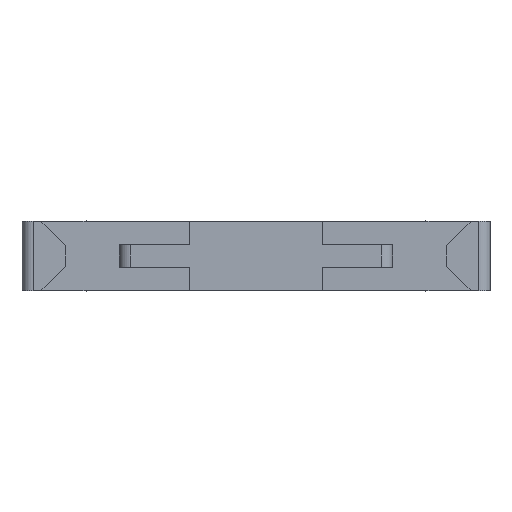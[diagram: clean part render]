
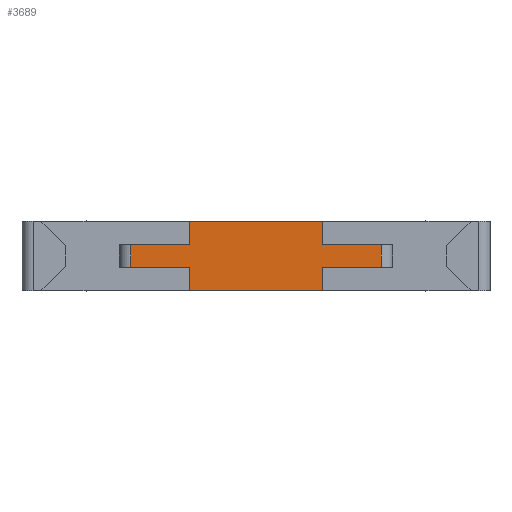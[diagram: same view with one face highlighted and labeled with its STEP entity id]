
A CAD part, front view. The second image highlights one B-rep face of the part: STEP entity #3689.
In plain terms, the highlighted planar face has unit normal (0, -1, 0).
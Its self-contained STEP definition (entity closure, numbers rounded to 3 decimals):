
#642=DIRECTION('',(1.,0.,0.));
#643=VECTOR('',#642,12.);
#644=CARTESIAN_POINT('',(-6.,0.,3.1));
#645=LINE('',#644,#643);
#765=DIRECTION('',(1.,0.,0.));
#766=VECTOR('',#765,12.);
#767=CARTESIAN_POINT('',(-6.,0.,-3.1));
#768=LINE('',#767,#766);
#921=DIRECTION('',(1.,0.,0.));
#922=VECTOR('',#921,5.25);
#923=CARTESIAN_POINT('',(-11.25,0.,-1.));
#924=LINE('',#923,#922);
#925=DIRECTION('',(0.,0.,1.));
#926=VECTOR('',#925,2.);
#927=CARTESIAN_POINT('',(-11.25,0.,-1.));
#928=LINE('',#927,#926);
#929=DIRECTION('',(1.,0.,0.));
#930=VECTOR('',#929,5.25);
#931=CARTESIAN_POINT('',(-11.25,0.,1.));
#932=LINE('',#931,#930);
#933=DIRECTION('',(0.,0.,-1.));
#934=VECTOR('',#933,2.1);
#935=CARTESIAN_POINT('',(-6.,0.,3.1));
#936=LINE('',#935,#934);
#937=DIRECTION('',(0.,0.,-1.));
#938=VECTOR('',#937,2.1);
#939=CARTESIAN_POINT('',(6.,0.,3.1));
#940=LINE('',#939,#938);
#941=DIRECTION('',(1.,0.,0.));
#942=VECTOR('',#941,5.25);
#943=CARTESIAN_POINT('',(6.,0.,1.));
#944=LINE('',#943,#942);
#945=DIRECTION('',(1.,0.,0.));
#946=VECTOR('',#945,5.25);
#947=CARTESIAN_POINT('',(6.,0.,-1.));
#948=LINE('',#947,#946);
#949=DIRECTION('',(0.,0.,1.));
#950=VECTOR('',#949,2.1);
#951=CARTESIAN_POINT('',(6.,0.,-3.1));
#952=LINE('',#951,#950);
#953=DIRECTION('',(0.,0.,1.));
#954=VECTOR('',#953,2.1);
#955=CARTESIAN_POINT('',(-6.,0.,-3.1));
#956=LINE('',#955,#954);
#1014=DIRECTION('',(0.,0.,1.));
#1015=VECTOR('',#1014,2.);
#1016=CARTESIAN_POINT('',(11.25,0.,-1.));
#1017=LINE('',#1016,#1015);
#2225=CARTESIAN_POINT('',(-6.,0.,3.1));
#2227=VERTEX_POINT('',#2225);
#2229=CARTESIAN_POINT('',(6.,0.,3.1));
#2231=VERTEX_POINT('',#2229);
#2241=CARTESIAN_POINT('',(-11.25,0.,1.));
#2242=VERTEX_POINT('',#2241);
#2243=CARTESIAN_POINT('',(-6.,0.,1.));
#2244=VERTEX_POINT('',#2243);
#2245=CARTESIAN_POINT('',(6.,0.,1.));
#2246=CARTESIAN_POINT('',(11.25,0.,1.));
#2247=VERTEX_POINT('',#2245);
#2248=VERTEX_POINT('',#2246);
#2261=CARTESIAN_POINT('',(-6.,0.,-3.1));
#2263=VERTEX_POINT('',#2261);
#2265=CARTESIAN_POINT('',(6.,0.,-3.1));
#2267=VERTEX_POINT('',#2265);
#2277=CARTESIAN_POINT('',(-11.25,0.,-1.));
#2278=VERTEX_POINT('',#2277);
#2279=CARTESIAN_POINT('',(-6.,0.,-1.));
#2280=VERTEX_POINT('',#2279);
#2281=CARTESIAN_POINT('',(6.,0.,-1.));
#2282=CARTESIAN_POINT('',(11.25,0.,-1.));
#2283=VERTEX_POINT('',#2281);
#2284=VERTEX_POINT('',#2282);
#3664=CARTESIAN_POINT('',(-11.25,0.,-3.1));
#3665=DIRECTION('',(0.,-1.,0.));
#3666=DIRECTION('',(1.,0.,0.));
#3667=AXIS2_PLACEMENT_3D('',#3664,#3665,#3666);
#3668=PLANE('',#3667);
#3669=ORIENTED_EDGE('',*,*,#3611,.F.);
#3671=ORIENTED_EDGE('',*,*,#3670,.T.);
#3672=ORIENTED_EDGE('',*,*,#3641,.T.);
#3673=ORIENTED_EDGE('',*,*,#3657,.F.);
#3674=ORIENTED_EDGE('',*,*,#3347,.T.);
#3676=ORIENTED_EDGE('',*,*,#3675,.T.);
#3678=ORIENTED_EDGE('',*,*,#3677,.T.);
#3680=ORIENTED_EDGE('',*,*,#3679,.F.);
#3682=ORIENTED_EDGE('',*,*,#3681,.F.);
#3684=ORIENTED_EDGE('',*,*,#3683,.F.);
#3685=ORIENTED_EDGE('',*,*,#3499,.F.);
#3686=ORIENTED_EDGE('',*,*,#3554,.T.);
#3687=EDGE_LOOP('',(#3669,#3671,#3672,#3673,#3674,#3676,#3678,#3680,#3682,#3684,
#3685,#3686));
#3688=FACE_OUTER_BOUND('',#3687,.F.);
#3689=ADVANCED_FACE('',(#3688),#3668,.T.);
#3347=EDGE_CURVE('',#2227,#2231,#645,.T.);
#3499=EDGE_CURVE('',#2263,#2267,#768,.T.);
#3554=EDGE_CURVE('',#2263,#2280,#956,.T.);
#3611=EDGE_CURVE('',#2278,#2280,#924,.T.);
#3641=EDGE_CURVE('',#2242,#2244,#932,.T.);
#3657=EDGE_CURVE('',#2227,#2244,#936,.T.);
#3670=EDGE_CURVE('',#2278,#2242,#928,.T.);
#3675=EDGE_CURVE('',#2231,#2247,#940,.T.);
#3677=EDGE_CURVE('',#2247,#2248,#944,.T.);
#3679=EDGE_CURVE('',#2284,#2248,#1017,.T.);
#3681=EDGE_CURVE('',#2283,#2284,#948,.T.);
#3683=EDGE_CURVE('',#2267,#2283,#952,.T.);
